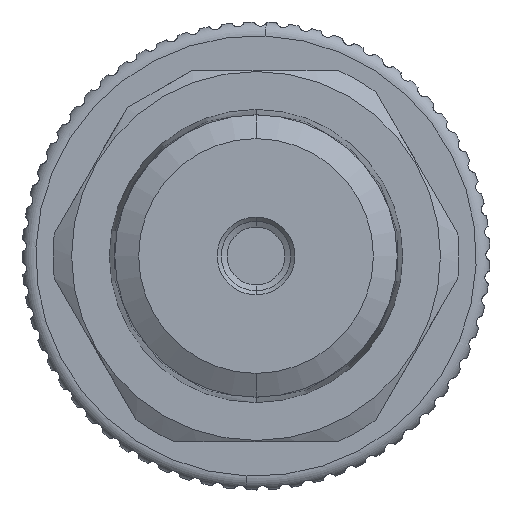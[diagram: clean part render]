
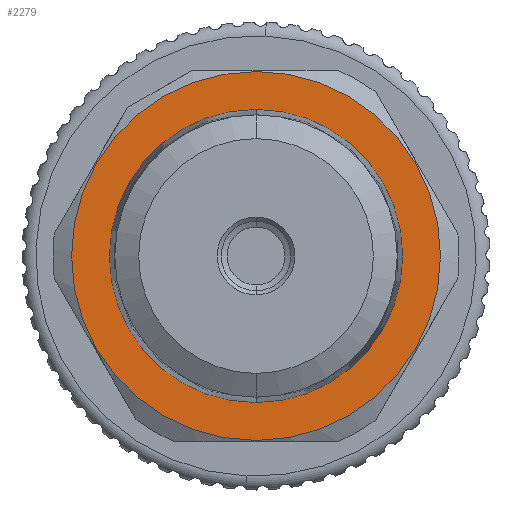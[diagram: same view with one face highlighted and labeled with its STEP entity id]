
A CAD part, front view. The second image highlights one B-rep face of the part: STEP entity #2279.
In plain terms, the highlighted face is planar.
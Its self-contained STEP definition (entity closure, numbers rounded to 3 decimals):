
#198 = CARTESIAN_POINT ( 'NONE',  ( 33.5, 0., 0. ) ) ;
#1893 = EDGE_LOOP ( 'NONE', ( #8127, #18650 ) ) ;
#2001 = DIRECTION ( 'NONE',  ( 0., 0., 1. ) ) ;
#2279 = ADVANCED_FACE ( 'NONE', ( #11298, #15057 ), #16582, .F. ) ;
#2283 = EDGE_CURVE ( 'NONE', #11870, #2786, #7228, .T. ) ;
#2530 = AXIS2_PLACEMENT_3D ( 'NONE', #16174, #16124, #16120 ) ;
#2786 = VERTEX_POINT ( 'NONE', #5542 ) ;
#2824 = AXIS2_PLACEMENT_3D ( 'NONE', #4722, #4718, #4692 ) ;
#2837 = EDGE_CURVE ( 'NONE', #2786, #11870, #15256, .T. ) ;
#2924 = CARTESIAN_POINT ( 'NONE',  ( 33.5, 0., -10.65 ) ) ;
#3196 = AXIS2_PLACEMENT_3D ( 'NONE', #6292, #16495, #7919 ) ;
#4306 = CIRCLE ( 'NONE', #14493, 10.65 ) ;
#4692 = DIRECTION ( 'NONE',  ( 0., 0., 1. ) ) ;
#4718 = DIRECTION ( 'NONE',  ( -1., 0., 0. ) ) ;
#4722 = CARTESIAN_POINT ( 'NONE',  ( 33.5, 0., 0. ) ) ;
#4903 = CIRCLE ( 'NONE', #3196, 10.65 ) ;
#4935 = CARTESIAN_POINT ( 'NONE',  ( 33.5, 0., -13.4 ) ) ;
#5144 = VERTEX_POINT ( 'NONE', #2924 ) ;
#5542 = CARTESIAN_POINT ( 'NONE',  ( 33.5, 0., 13.4 ) ) ;
#5731 = EDGE_CURVE ( 'NONE', #5144, #17415, #4306, .T. ) ;
#5839 = AXIS2_PLACEMENT_3D ( 'NONE', #16643, #16527, #16509 ) ;
#6292 = CARTESIAN_POINT ( 'NONE',  ( 33.5, 0., 0. ) ) ;
#7228 = CIRCLE ( 'NONE', #2530, 13.4 ) ;
#7919 = DIRECTION ( 'NONE',  ( 0., 0., 1. ) ) ;
#8127 = ORIENTED_EDGE ( 'NONE', *, *, #2837, .F. ) ;
#8368 = ORIENTED_EDGE ( 'NONE', *, *, #12810, .T. ) ;
#11298 = FACE_OUTER_BOUND ( 'NONE', #1893, .T. ) ;
#11484 = DIRECTION ( 'NONE',  ( -1., 0., 0. ) ) ;
#11870 = VERTEX_POINT ( 'NONE', #4935 ) ;
#12810 = EDGE_CURVE ( 'NONE', #17415, #5144, #4903, .T. ) ;
#14493 = AXIS2_PLACEMENT_3D ( 'NONE', #198, #11484, #2001 ) ;
#15057 = FACE_BOUND ( 'NONE', #15097, .T. ) ;
#15097 = EDGE_LOOP ( 'NONE', ( #8368, #16414 ) ) ;
#15256 = CIRCLE ( 'NONE', #2824, 13.4 ) ;
#16120 = DIRECTION ( 'NONE',  ( 0., 0., 1. ) ) ;
#16124 = DIRECTION ( 'NONE',  ( -1., 0., 0. ) ) ;
#16174 = CARTESIAN_POINT ( 'NONE',  ( 33.5, 0., 0. ) ) ;
#16414 = ORIENTED_EDGE ( 'NONE', *, *, #5731, .T. ) ;
#16495 = DIRECTION ( 'NONE',  ( -1., 0., 0. ) ) ;
#16509 = DIRECTION ( 'NONE',  ( 0., 0., 1. ) ) ;
#16527 = DIRECTION ( 'NONE',  ( -1., 0., 0. ) ) ;
#16582 = PLANE ( 'NONE',  #5839 ) ;
#16643 = CARTESIAN_POINT ( 'NONE',  ( 33.5, 13.4, 0. ) ) ;
#17139 = CARTESIAN_POINT ( 'NONE',  ( 33.5, 0., 10.65 ) ) ;
#17415 = VERTEX_POINT ( 'NONE', #17139 ) ;
#18650 = ORIENTED_EDGE ( 'NONE', *, *, #2283, .F. ) ;
